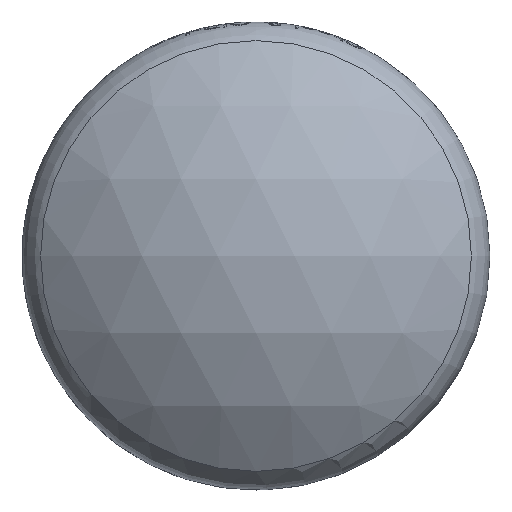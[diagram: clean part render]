
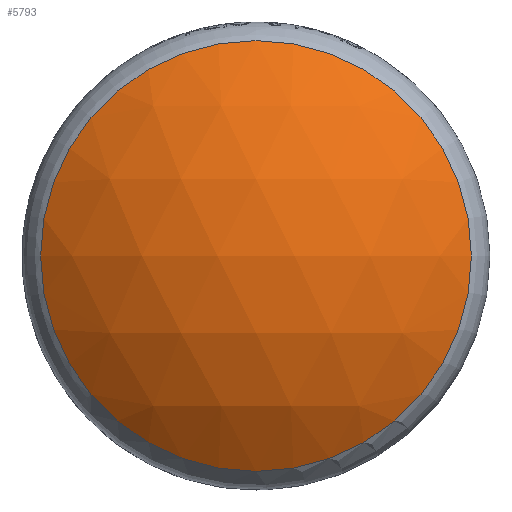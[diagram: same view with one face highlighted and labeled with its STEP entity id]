
A CAD part, left-side view. The second image highlights one B-rep face of the part: STEP entity #5793.
In plain terms, the highlighted spherical face has radius 18.593 mm.
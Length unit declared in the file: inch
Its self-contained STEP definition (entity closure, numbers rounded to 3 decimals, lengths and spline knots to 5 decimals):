
#14=SPHERICAL_SURFACE('',#6157,0.732);
#1291=FACE_OUTER_BOUND('',#1610,.T.);
#1610=EDGE_LOOP('',(#5264,#5265));
#2141=CIRCLE('',#6130,0.46028);
#2142=CIRCLE('',#6131,0.46028);
#2748=VERTEX_POINT('',#13252);
#2749=VERTEX_POINT('',#13254);
#3624=EDGE_CURVE('',#2748,#2749,#2141,.T.);
#3625=EDGE_CURVE('',#2749,#2748,#2142,.T.);
#5264=ORIENTED_EDGE('',*,*,#3625,.F.);
#5265=ORIENTED_EDGE('',*,*,#3624,.F.);
#5793=ADVANCED_FACE('',(#1291),#14,.T.);
#6130=AXIS2_PLACEMENT_3D('',#13255,#7120,#7121);
#6131=AXIS2_PLACEMENT_3D('',#13256,#7122,#7123);
#6157=AXIS2_PLACEMENT_3D('',#13283,#7174,#7175);
#7120=DIRECTION('center_axis',(1.,0.,0.));
#7121=DIRECTION('ref_axis',(0.,1.,0.));
#7122=DIRECTION('center_axis',(1.,0.,0.));
#7123=DIRECTION('ref_axis',(0.,1.,0.));
#7174=DIRECTION('center_axis',(0.,0.,
1.));
#7175=DIRECTION('ref_axis',(-1.,-0.004,0.));
#13252=CARTESIAN_POINT('',(-0.21218,0.,0.46028));
#13254=CARTESIAN_POINT('',(-0.21218,0.46028,0.));
#13255=CARTESIAN_POINT('Origin',(-0.21218,0.,0.));
#13256=CARTESIAN_POINT('Origin',(-0.21218,0.,0.));
#13283=CARTESIAN_POINT('Origin',(0.357,0.,0.));
